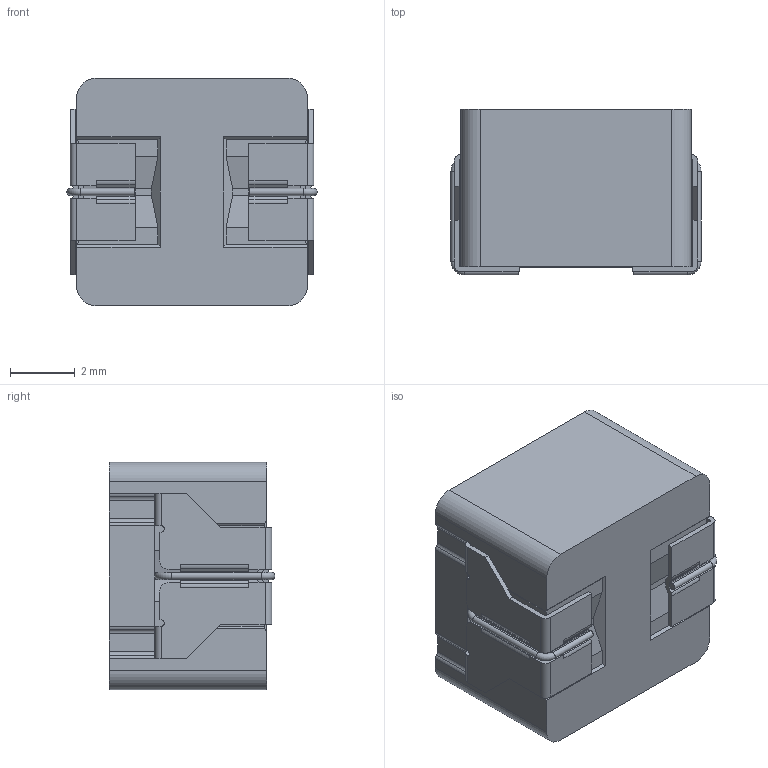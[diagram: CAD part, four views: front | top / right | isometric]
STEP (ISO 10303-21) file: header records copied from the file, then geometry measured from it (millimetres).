
FILE_DESCRIPTION (( 'STEP AP214' ), '1' );
FILE_NAME ('ETQP5M101YGM.STEP', '2023-12-27T03:43:07', ( '' ), ( '' ), 'SwSTEP 2.0', 'SolidWorks 2022', '' );
FILE_SCHEMA (( 'AUTOMOTIVE_DESIGN' ));
Length unit declared in the file: millimetre
Products named in the file (1): ETQP5M101YGM
Bounding box: 7.7 x 5.1 x 7 mm (x, y, z)
Volume: 240.3 mm3; surface area: 318.2 mm2
Topology: 1 solids, 1 shells, 266 faces, 750 edges, 471 vertices
Faces by surface type: plane 168, cylinder 92, torus 4, cone 2
Entity records: 11503 total; most frequent: CARTESIAN_POINT 1530, ORIENTED_EDGE 1500, DIRECTION 1469, EDGE_CURVE 750, VECTOR 537, LINE 537, VERTEX_POINT 471, AXIS2_PLACEMENT_3D 466
